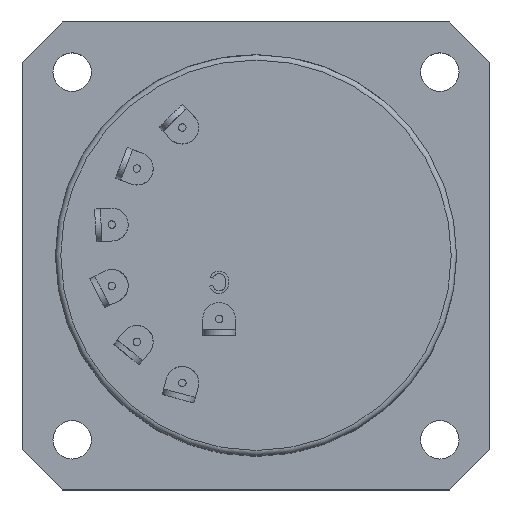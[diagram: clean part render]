
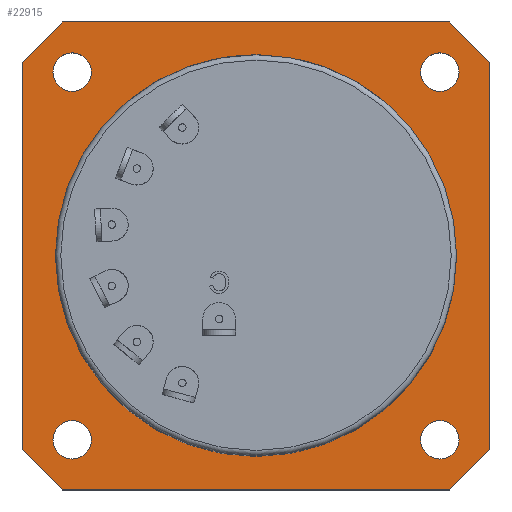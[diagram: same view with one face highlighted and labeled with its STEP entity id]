
A CAD part, top view. The second image highlights one B-rep face of the part: STEP entity #22915.
In plain terms, the highlighted planar face has unit normal (0, 0, 1).
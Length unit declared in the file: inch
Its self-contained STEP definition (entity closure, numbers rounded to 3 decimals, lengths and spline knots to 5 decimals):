
#157 = EDGE_LOOP ( 'NONE', ( #4063 ) ) ;
#213 = CARTESIAN_POINT ( 'NONE',  ( -0.725, -0.875, 0. ) ) ;
#285 = ORIENTED_EDGE ( 'NONE', *, *, #4506, .T. ) ;
#595 = AXIS2_PLACEMENT_3D ( 'NONE', #13630, #21040, #10112 ) ;
#810 = AXIS2_PLACEMENT_3D ( 'NONE', #11777, #20885, #9942 ) ;
#1176 = VERTEX_POINT ( 'NONE', #21461 ) ;
#1195 = VECTOR ( 'NONE', #4569, 39.37008 ) ;
#1752 = FACE_BOUND ( 'NONE', #2178, .T. ) ;
#1987 = VERTEX_POINT ( 'NONE', #7735 ) ;
#2005 = VERTEX_POINT ( 'NONE', #4049 ) ;
#2178 = EDGE_LOOP ( 'NONE', ( #13582 ) ) ;
#2249 = EDGE_CURVE ( 'NONE', #22278, #5346, #11476, .T. ) ;
#2257 = CARTESIAN_POINT ( 'NONE',  ( -0.6875, 0.6875, 0. ) ) ;
#2307 = LINE ( 'NONE', #8685, #11706 ) ;
#2347 = ORIENTED_EDGE ( 'NONE', *, *, #17004, .F. ) ;
#2490 = EDGE_CURVE ( 'NONE', #17188, #17188, #8332, .T. ) ;
#2491 = DIRECTION ( 'NONE',  ( 1., 0., 0. ) ) ;
#2597 = EDGE_CURVE ( 'NONE', #22904, #1176, #7472, .T. ) ;
#2699 = EDGE_LOOP ( 'NONE', ( #22476 ) ) ;
#2784 = EDGE_LOOP ( 'NONE', ( #21259, #8487, #20693, #19970, #7716, #18357, #285, #23556 ) ) ;
#3018 = EDGE_CURVE ( 'NONE', #2005, #6556, #6052, .T. ) ;
#3020 = DIRECTION ( 'NONE',  ( 0., -1., 0. ) ) ;
#3039 = VECTOR ( 'NONE', #21230, 39.37008 ) ;
#3052 = CARTESIAN_POINT ( 'NONE',  ( -0.875, 0.875, 0. ) ) ;
#3081 = EDGE_CURVE ( 'NONE', #16028, #16028, #10330, .T. ) ;
#3154 = VERTEX_POINT ( 'NONE', #6057 ) ;
#3156 = AXIS2_PLACEMENT_3D ( 'NONE', #19251, #11900, #9833 ) ;
#3395 = CIRCLE ( 'NONE', #20525, 0.072 ) ;
#3453 = CARTESIAN_POINT ( 'NONE',  ( -0.6875, -0.6875, 0. ) ) ;
#3750 = VECTOR ( 'NONE', #3020, 39.37008 ) ;
#4049 = CARTESIAN_POINT ( 'NONE',  ( 0.725, -0.875, 0. ) ) ;
#4063 = ORIENTED_EDGE ( 'NONE', *, *, #17520, .F. ) ;
#4506 = EDGE_CURVE ( 'NONE', #1176, #22278, #17597, .T. ) ;
#4569 = DIRECTION ( 'NONE',  ( 0.707, 0.707, 0. ) ) ;
#5268 = LINE ( 'NONE', #7248, #22411 ) ;
#5346 = VERTEX_POINT ( 'NONE', #21187 ) ;
#5496 = CARTESIAN_POINT ( 'NONE',  ( 0.7595, 0.6875, 0. ) ) ;
#6052 = LINE ( 'NONE', #14044, #1195 ) ;
#6057 = CARTESIAN_POINT ( 'NONE',  ( -0.6155, 0.6875, 0. ) ) ;
#6556 = VERTEX_POINT ( 'NONE', #15798 ) ;
#6704 = DIRECTION ( 'NONE',  ( 0.707, -0.707, 0. ) ) ;
#7092 = EDGE_CURVE ( 'NONE', #6556, #22904, #5268, .T. ) ;
#7248 = CARTESIAN_POINT ( 'NONE',  ( 0.875, -0.875, 0. ) ) ;
#7472 = LINE ( 'NONE', #19490, #9178 ) ;
#7716 = ORIENTED_EDGE ( 'NONE', *, *, #7092, .T. ) ;
#7735 = CARTESIAN_POINT ( 'NONE',  ( 0.7595, -0.6875, 0. ) ) ;
#8022 = CARTESIAN_POINT ( 'NONE',  ( -0.875, -0.875, 0. ) ) ;
#8325 = FACE_BOUND ( 'NONE', #157, .T. ) ;
#8332 = CIRCLE ( 'NONE', #3156, 0.072 ) ;
#8487 = ORIENTED_EDGE ( 'NONE', *, *, #13122, .T. ) ;
#8511 = PLANE ( 'NONE',  #595 ) ;
#8685 = CARTESIAN_POINT ( 'NONE',  ( -0.875, -0.725, 0. ) ) ;
#9171 = LINE ( 'NONE', #17313, #3750 ) ;
#9178 = VECTOR ( 'NONE', #17500, 39.37008 ) ;
#9232 = DIRECTION ( 'NONE',  ( 0., 1., 0. ) ) ;
#9604 = VERTEX_POINT ( 'NONE', #213 ) ;
#9833 = DIRECTION ( 'NONE',  ( 1., 0., 0. ) ) ;
#9942 = DIRECTION ( 'NONE',  ( -1., 0., 0. ) ) ;
#9994 = EDGE_CURVE ( 'NONE', #9604, #2005, #22349, .T. ) ;
#10035 = CARTESIAN_POINT ( 'NONE',  ( 0.875, 0.725, 0. ) ) ;
#10112 = DIRECTION ( 'NONE',  ( -1., 0., 0. ) ) ;
#10330 = CIRCLE ( 'NONE', #23641, 0.072 ) ;
#10432 = DIRECTION ( 'NONE',  ( -0.707, -0.707, 0. ) ) ;
#10499 = CIRCLE ( 'NONE', #17198, 0.072 ) ;
#10629 = VECTOR ( 'NONE', #20780, 39.37008 ) ;
#11476 = LINE ( 'NONE', #23134, #22898 ) ;
#11706 = VECTOR ( 'NONE', #6704, 39.37008 ) ;
#11777 = CARTESIAN_POINT ( 'NONE',  ( 0., 0., 0. ) ) ;
#11900 = DIRECTION ( 'NONE',  ( 0., 0., 1. ) ) ;
#12889 = FACE_BOUND ( 'NONE', #22256, .T. ) ;
#13122 = EDGE_CURVE ( 'NONE', #22956, #9604, #2307, .T. ) ;
#13405 = CARTESIAN_POINT ( 'NONE',  ( -0.75, 0., 0. ) ) ;
#13582 = ORIENTED_EDGE ( 'NONE', *, *, #3081, .F. ) ;
#13630 = CARTESIAN_POINT ( 'NONE',  ( 0., 0., 0. ) ) ;
#13991 = DIRECTION ( 'NONE',  ( 1., 0., 0. ) ) ;
#14044 = CARTESIAN_POINT ( 'NONE',  ( 0.725, -0.875, 0. ) ) ;
#14148 = CARTESIAN_POINT ( 'NONE',  ( 0.6875, -0.6875, 0. ) ) ;
#15798 = CARTESIAN_POINT ( 'NONE',  ( 0.875, -0.725, 0. ) ) ;
#15863 = CARTESIAN_POINT ( 'NONE',  ( -0.875, -0.725, 0. ) ) ;
#16028 = VERTEX_POINT ( 'NONE', #20172 ) ;
#17004 = EDGE_CURVE ( 'NONE', #3154, #3154, #3395, .T. ) ;
#17108 = DIRECTION ( 'NONE',  ( 0., 0., 1. ) ) ;
#17188 = VERTEX_POINT ( 'NONE', #5496 ) ;
#17198 = AXIS2_PLACEMENT_3D ( 'NONE', #14148, #17108, #13991 ) ;
#17313 = CARTESIAN_POINT ( 'NONE',  ( -0.875, -0.875, 0. ) ) ;
#17500 = DIRECTION ( 'NONE',  ( -0.707, 0.707, 0. ) ) ;
#17520 = EDGE_CURVE ( 'NONE', #21411, #21411, #21931, .T. ) ;
#17597 = LINE ( 'NONE', #3052, #3039 ) ;
#18059 = DIRECTION ( 'NONE',  ( 0., 0., 1. ) ) ;
#18157 = EDGE_LOOP ( 'NONE', ( #2347 ) ) ;
#18357 = ORIENTED_EDGE ( 'NONE', *, *, #2597, .T. ) ;
#18521 = EDGE_CURVE ( 'NONE', #1987, #1987, #10499, .T. ) ;
#18901 = FACE_BOUND ( 'NONE', #2699, .T. ) ;
#19251 = CARTESIAN_POINT ( 'NONE',  ( 0.6875, 0.6875, 0. ) ) ;
#19319 = ORIENTED_EDGE ( 'NONE', *, *, #2490, .F. ) ;
#19457 = FACE_BOUND ( 'NONE', #18157, .T. ) ;
#19490 = CARTESIAN_POINT ( 'NONE',  ( 0.875, 0.725, 0. ) ) ;
#19890 = DIRECTION ( 'NONE',  ( 1., 0., 0. ) ) ;
#19970 = ORIENTED_EDGE ( 'NONE', *, *, #3018, .T. ) ;
#20172 = CARTESIAN_POINT ( 'NONE',  ( -0.6155, -0.6875, 0. ) ) ;
#20525 = AXIS2_PLACEMENT_3D ( 'NONE', #2257, #22367, #2491 ) ;
#20693 = ORIENTED_EDGE ( 'NONE', *, *, #9994, .T. ) ;
#20780 = DIRECTION ( 'NONE',  ( 1., 0., 0. ) ) ;
#20885 = DIRECTION ( 'NONE',  ( 0., 0., 1. ) ) ;
#21040 = DIRECTION ( 'NONE',  ( 0., 0., -1. ) ) ;
#21187 = CARTESIAN_POINT ( 'NONE',  ( -0.875, 0.725, 0. ) ) ;
#21230 = DIRECTION ( 'NONE',  ( -1., 0., 0. ) ) ;
#21259 = ORIENTED_EDGE ( 'NONE', *, *, #22790, .T. ) ;
#21411 = VERTEX_POINT ( 'NONE', #13405 ) ;
#21461 = CARTESIAN_POINT ( 'NONE',  ( 0.725, 0.875, 0. ) ) ;
#21931 = CIRCLE ( 'NONE', #810, 0.75 ) ;
#22256 = EDGE_LOOP ( 'NONE', ( #19319 ) ) ;
#22278 = VERTEX_POINT ( 'NONE', #22919 ) ;
#22349 = LINE ( 'NONE', #8022, #10629 ) ;
#22367 = DIRECTION ( 'NONE',  ( 0., 0., 1. ) ) ;
#22411 = VECTOR ( 'NONE', #9232, 39.37008 ) ;
#22476 = ORIENTED_EDGE ( 'NONE', *, *, #18521, .F. ) ;
#22790 = EDGE_CURVE ( 'NONE', #5346, #22956, #9171, .T. ) ;
#22898 = VECTOR ( 'NONE', #10432, 39.37008 ) ;
#22904 = VERTEX_POINT ( 'NONE', #10035 ) ;
#22915 = ADVANCED_FACE ( 'NONE', ( #8325, #1752, #18901, #12889, #19457, #23176 ), #8511, .F. ) ;
#22919 = CARTESIAN_POINT ( 'NONE',  ( -0.725, 0.875, 0. ) ) ;
#22956 = VERTEX_POINT ( 'NONE', #15863 ) ;
#23134 = CARTESIAN_POINT ( 'NONE',  ( -0.725, 0.875, 0. ) ) ;
#23176 = FACE_OUTER_BOUND ( 'NONE', #2784, .T. ) ;
#23556 = ORIENTED_EDGE ( 'NONE', *, *, #2249, .T. ) ;
#23641 = AXIS2_PLACEMENT_3D ( 'NONE', #3453, #18059, #19890 ) ;
